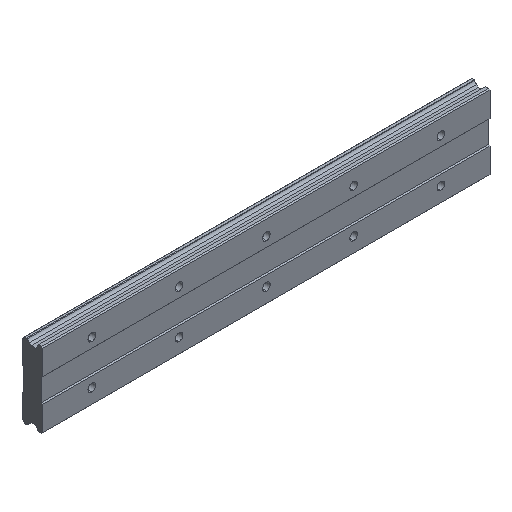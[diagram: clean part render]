
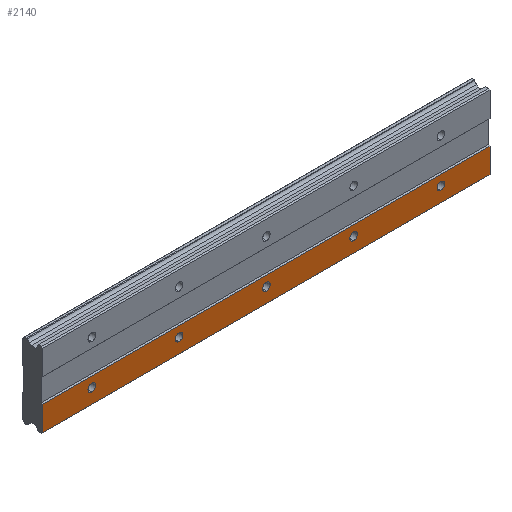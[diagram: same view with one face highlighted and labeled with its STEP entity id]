
A CAD part, isometric view. The second image highlights one B-rep face of the part: STEP entity #2140.
In plain terms, the highlighted planar face has unit normal (0, -1, 0).
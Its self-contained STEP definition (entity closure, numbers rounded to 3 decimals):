
#9 = ORIENTED_EDGE ( 'NONE', *, *, #1735, .F. ) ;
#11 = VERTEX_POINT ( 'NONE', #671 ) ;
#50 = EDGE_CURVE ( 'NONE', #295, #1626, #903, .T. ) ;
#120 = FACE_OUTER_BOUND ( 'NONE', #1682, .T. ) ;
#121 = ORIENTED_EDGE ( 'NONE', *, *, #486, .F. ) ;
#151 = CARTESIAN_POINT ( 'NONE',  ( 320., 0., -16.5 ) ) ;
#165 = VERTEX_POINT ( 'NONE', #1557 ) ;
#171 = CIRCLE ( 'NONE', #1835, 3.5 ) ;
#233 = VECTOR ( 'NONE', #1064, 1000. ) ;
#269 = DIRECTION ( 'NONE',  ( 0., 0., 1. ) ) ;
#289 = CIRCLE ( 'NONE', #2423, 3.5 ) ;
#295 = VERTEX_POINT ( 'NONE', #2257 ) ;
#311 = DIRECTION ( 'NONE',  ( 0., 0., 1. ) ) ;
#331 = PLANE ( 'NONE',  #1348 ) ;
#344 = CARTESIAN_POINT ( 'NONE',  ( 0., 0., -23.5 ) ) ;
#396 = DIRECTION ( 'NONE',  ( 0., 0., 1. ) ) ;
#429 = EDGE_CURVE ( 'NONE', #2145, #1201, #1995, .T. ) ;
#434 = EDGE_CURVE ( 'NONE', #862, #1053, #1008, .T. ) ;
#459 = DIRECTION ( 'NONE',  ( 0., -1., 0. ) ) ;
#462 = EDGE_CURVE ( 'NONE', #2512, #2428, #1395, .T. ) ;
#486 = EDGE_CURVE ( 'NONE', #1201, #2145, #289, .T. ) ;
#489 = VERTEX_POINT ( 'NONE', #870 ) ;
#524 = DIRECTION ( 'NONE',  ( 1., 0., 0. ) ) ;
#528 = DIRECTION ( 'NONE',  ( 0., -1., 0. ) ) ;
#545 = DIRECTION ( 'NONE',  ( 0., 0., 1. ) ) ;
#561 = ORIENTED_EDGE ( 'NONE', *, *, #2533, .F. ) ;
#574 = ORIENTED_EDGE ( 'NONE', *, *, #429, .F. ) ;
#647 = DIRECTION ( 'NONE',  ( 0., 0., 1. ) ) ;
#649 = CARTESIAN_POINT ( 'NONE',  ( 0., 0., -20. ) ) ;
#671 = CARTESIAN_POINT ( 'NONE',  ( 80., 0., -16.5 ) ) ;
#676 = ORIENTED_EDGE ( 'NONE', *, *, #916, .F. ) ;
#677 = DIRECTION ( 'NONE',  ( 0., -1., 0. ) ) ;
#680 = CARTESIAN_POINT ( 'NONE',  ( 320., 0., -23.5 ) ) ;
#693 = DIRECTION ( 'NONE',  ( 0., 0., 1. ) ) ;
#699 = CIRCLE ( 'NONE', #2284, 3.5 ) ;
#701 = EDGE_LOOP ( 'NONE', ( #1238, #2611 ) ) ;
#718 = VERTEX_POINT ( 'NONE', #1024 ) ;
#735 = CIRCLE ( 'NONE', #1300, 3.5 ) ;
#749 = EDGE_CURVE ( 'NONE', #2302, #295, #822, .T. ) ;
#772 = EDGE_CURVE ( 'NONE', #1626, #165, #1866, .T. ) ;
#786 = CIRCLE ( 'NONE', #1899, 3.5 ) ;
#795 = CARTESIAN_POINT ( 'NONE',  ( 160., 0., -20. ) ) ;
#815 = CARTESIAN_POINT ( 'NONE',  ( 0., 0., -16.5 ) ) ;
#822 = LINE ( 'NONE', #1828, #2196 ) ;
#839 = AXIS2_PLACEMENT_3D ( 'NONE', #2098, #1067, #907 ) ;
#862 = VERTEX_POINT ( 'NONE', #2514 ) ;
#870 = CARTESIAN_POINT ( 'NONE',  ( 160., 0., -23.5 ) ) ;
#875 = ORIENTED_EDGE ( 'NONE', *, *, #1978, .F. ) ;
#903 = LINE ( 'NONE', #1720, #1349 ) ;
#907 = DIRECTION ( 'NONE',  ( 0., 0., 1. ) ) ;
#916 = EDGE_CURVE ( 'NONE', #11, #718, #735, .T. ) ;
#919 = AXIS2_PLACEMENT_3D ( 'NONE', #1154, #528, #693 ) ;
#932 = FACE_BOUND ( 'NONE', #701, .T. ) ;
#964 = LINE ( 'NONE', #1982, #2522 ) ;
#981 = CARTESIAN_POINT ( 'NONE',  ( 365., 0., -11. ) ) ;
#1008 = CIRCLE ( 'NONE', #1094, 3.5 ) ;
#1024 = CARTESIAN_POINT ( 'NONE',  ( 80., 0., -23.5 ) ) ;
#1036 = CARTESIAN_POINT ( 'NONE',  ( 160., 0., -20. ) ) ;
#1053 = VERTEX_POINT ( 'NONE', #1397 ) ;
#1064 = DIRECTION ( 'NONE',  ( 0., 0., 1. ) ) ;
#1067 = DIRECTION ( 'NONE',  ( 0., -1., 0. ) ) ;
#1094 = AXIS2_PLACEMENT_3D ( 'NONE', #1705, #1463, #1728 ) ;
#1133 = CIRCLE ( 'NONE', #1948, 3.5 ) ;
#1147 = VERTEX_POINT ( 'NONE', #1960 ) ;
#1154 = CARTESIAN_POINT ( 'NONE',  ( 80., 0., -20. ) ) ;
#1168 = EDGE_CURVE ( 'NONE', #718, #11, #2412, .T. ) ;
#1201 = VERTEX_POINT ( 'NONE', #815 ) ;
#1238 = ORIENTED_EDGE ( 'NONE', *, *, #2614, .F. ) ;
#1276 = DIRECTION ( 'NONE',  ( 0., 0., 1. ) ) ;
#1294 = ORIENTED_EDGE ( 'NONE', *, *, #772, .F. ) ;
#1300 = AXIS2_PLACEMENT_3D ( 'NONE', #2134, #1921, #545 ) ;
#1348 = AXIS2_PLACEMENT_3D ( 'NONE', #1974, #1945, #1577 ) ;
#1349 = VECTOR ( 'NONE', #2102, 1000. ) ;
#1365 = CARTESIAN_POINT ( 'NONE',  ( 320., 0., -20. ) ) ;
#1381 = FACE_BOUND ( 'NONE', #2341, .T. ) ;
#1395 = CIRCLE ( 'NONE', #1572, 3.5 ) ;
#1397 = CARTESIAN_POINT ( 'NONE',  ( 240., 0., -16.5 ) ) ;
#1398 = ORIENTED_EDGE ( 'NONE', *, *, #749, .F. ) ;
#1463 = DIRECTION ( 'NONE',  ( 0., -1., 0. ) ) ;
#1476 = CARTESIAN_POINT ( 'NONE',  ( 320., 0., -20. ) ) ;
#1557 = CARTESIAN_POINT ( 'NONE',  ( -45., 0., -11. ) ) ;
#1572 = AXIS2_PLACEMENT_3D ( 'NONE', #1476, #677, #269 ) ;
#1577 = DIRECTION ( 'NONE',  ( 0., 0., 1. ) ) ;
#1612 = EDGE_LOOP ( 'NONE', ( #676, #2626 ) ) ;
#1626 = VERTEX_POINT ( 'NONE', #2353 ) ;
#1682 = EDGE_LOOP ( 'NONE', ( #2115, #1398, #561, #1294 ) ) ;
#1703 = DIRECTION ( 'NONE',  ( 0., -1., 0. ) ) ;
#1705 = CARTESIAN_POINT ( 'NONE',  ( 240., 0., -20. ) ) ;
#1720 = CARTESIAN_POINT ( 'NONE',  ( 365., 0., -33.5 ) ) ;
#1728 = DIRECTION ( 'NONE',  ( 0., 0., 1. ) ) ;
#1735 = EDGE_CURVE ( 'NONE', #2428, #2512, #786, .T. ) ;
#1736 = FACE_BOUND ( 'NONE', #1915, .T. ) ;
#1747 = DIRECTION ( 'NONE',  ( 0., -1., 0. ) ) ;
#1781 = DIRECTION ( 'NONE',  ( 0., -1., 0. ) ) ;
#1813 = EDGE_CURVE ( 'NONE', #1147, #489, #699, .T. ) ;
#1828 = CARTESIAN_POINT ( 'NONE',  ( 365., 0., -11. ) ) ;
#1835 = AXIS2_PLACEMENT_3D ( 'NONE', #2363, #1747, #311 ) ;
#1866 = LINE ( 'NONE', #2317, #233 ) ;
#1899 = AXIS2_PLACEMENT_3D ( 'NONE', #1365, #2229, #396 ) ;
#1915 = EDGE_LOOP ( 'NONE', ( #2181, #9 ) ) ;
#1921 = DIRECTION ( 'NONE',  ( 0., -1., 0. ) ) ;
#1945 = DIRECTION ( 'NONE',  ( 0., 1., 0. ) ) ;
#1948 = AXIS2_PLACEMENT_3D ( 'NONE', #795, #1781, #2201 ) ;
#1960 = CARTESIAN_POINT ( 'NONE',  ( 160., 0., -16.5 ) ) ;
#1961 = FACE_BOUND ( 'NONE', #2147, .T. ) ;
#1974 = CARTESIAN_POINT ( 'NONE',  ( 365., 0., -11. ) ) ;
#1978 = EDGE_CURVE ( 'NONE', #489, #1147, #1133, .T. ) ;
#1982 = CARTESIAN_POINT ( 'NONE',  ( 365., 0., -11. ) ) ;
#1995 = CIRCLE ( 'NONE', #839, 3.5 ) ;
#2098 = CARTESIAN_POINT ( 'NONE',  ( 0., 0., -20. ) ) ;
#2102 = DIRECTION ( 'NONE',  ( -1., 0., 0. ) ) ;
#2115 = ORIENTED_EDGE ( 'NONE', *, *, #50, .F. ) ;
#2134 = CARTESIAN_POINT ( 'NONE',  ( 80., 0., -20. ) ) ;
#2140 = ADVANCED_FACE ( 'NONE', ( #120, #1381, #1736, #932, #1961, #2173 ), #331, .F. ) ;
#2145 = VERTEX_POINT ( 'NONE', #344 ) ;
#2147 = EDGE_LOOP ( 'NONE', ( #2266, #875 ) ) ;
#2173 = FACE_BOUND ( 'NONE', #1612, .T. ) ;
#2181 = ORIENTED_EDGE ( 'NONE', *, *, #462, .F. ) ;
#2196 = VECTOR ( 'NONE', #2254, 1000. ) ;
#2201 = DIRECTION ( 'NONE',  ( 0., 0., 1. ) ) ;
#2229 = DIRECTION ( 'NONE',  ( 0., -1., 0. ) ) ;
#2254 = DIRECTION ( 'NONE',  ( 0., 0., -1. ) ) ;
#2257 = CARTESIAN_POINT ( 'NONE',  ( 365., 0., -33.5 ) ) ;
#2266 = ORIENTED_EDGE ( 'NONE', *, *, #1813, .F. ) ;
#2284 = AXIS2_PLACEMENT_3D ( 'NONE', #1036, #1703, #647 ) ;
#2302 = VERTEX_POINT ( 'NONE', #981 ) ;
#2317 = CARTESIAN_POINT ( 'NONE',  ( -45., 0., -11. ) ) ;
#2341 = EDGE_LOOP ( 'NONE', ( #121, #574 ) ) ;
#2353 = CARTESIAN_POINT ( 'NONE',  ( -45., 0., -33.5 ) ) ;
#2363 = CARTESIAN_POINT ( 'NONE',  ( 240., 0., -20. ) ) ;
#2412 = CIRCLE ( 'NONE', #919, 3.5 ) ;
#2423 = AXIS2_PLACEMENT_3D ( 'NONE', #649, #459, #1276 ) ;
#2428 = VERTEX_POINT ( 'NONE', #680 ) ;
#2512 = VERTEX_POINT ( 'NONE', #151 ) ;
#2514 = CARTESIAN_POINT ( 'NONE',  ( 240., 0., -23.5 ) ) ;
#2522 = VECTOR ( 'NONE', #524, 1000. ) ;
#2533 = EDGE_CURVE ( 'NONE', #165, #2302, #964, .T. ) ;
#2611 = ORIENTED_EDGE ( 'NONE', *, *, #434, .F. ) ;
#2614 = EDGE_CURVE ( 'NONE', #1053, #862, #171, .T. ) ;
#2626 = ORIENTED_EDGE ( 'NONE', *, *, #1168, .F. ) ;
